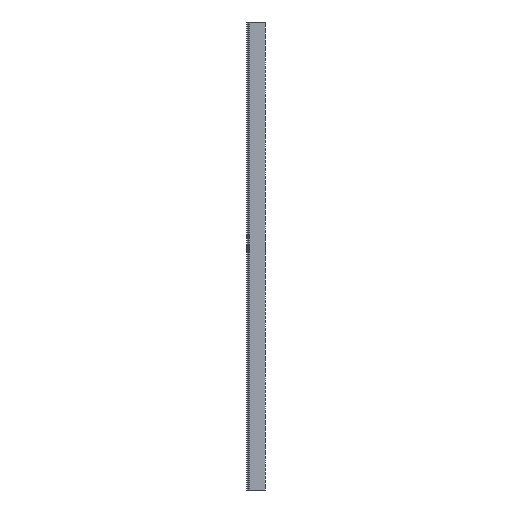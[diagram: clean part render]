
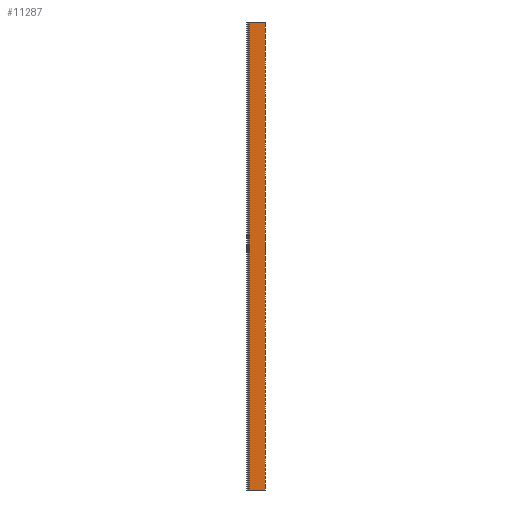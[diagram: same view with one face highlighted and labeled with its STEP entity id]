
A CAD part, left-side view. The second image highlights one B-rep face of the part: STEP entity #11287.
In plain terms, the highlighted planar face has unit normal (-1, 0, 0).
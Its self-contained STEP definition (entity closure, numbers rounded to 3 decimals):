
#485 = EDGE_LOOP ( 'NONE', ( #4390, #3825, #12392, #12550 ) ) ;
#862 = VERTEX_POINT ( 'NONE', #8130 ) ;
#875 = FACE_OUTER_BOUND ( 'NONE', #485, .T. ) ;
#941 = EDGE_CURVE ( 'NONE', #862, #8964, #3707, .T. ) ;
#1935 = VECTOR ( 'NONE', #2556, 1000. ) ;
#2433 = CARTESIAN_POINT ( 'NONE',  ( -30., 68.433, 0. ) ) ;
#2439 = CARTESIAN_POINT ( 'NONE',  ( -30., 0., 2000. ) ) ;
#2556 = DIRECTION ( 'NONE',  ( 0., 0., -1. ) ) ;
#2620 = CARTESIAN_POINT ( 'NONE',  ( -30., 68.433, 2000. ) ) ;
#3707 = LINE ( 'NONE', #2620, #1935 ) ;
#3825 = ORIENTED_EDGE ( 'NONE', *, *, #5014, .F. ) ;
#4390 = ORIENTED_EDGE ( 'NONE', *, *, #6556, .T. ) ;
#4768 = DIRECTION ( 'NONE',  ( 1., 0., 0. ) ) ;
#5014 = EDGE_CURVE ( 'NONE', #6718, #5641, #8063, .T. ) ;
#5055 = VECTOR ( 'NONE', #5228, 1000. ) ;
#5228 = DIRECTION ( 'NONE',  ( 0., -1., 0. ) ) ;
#5291 = LINE ( 'NONE', #8047, #5055 ) ;
#5385 = EDGE_CURVE ( 'NONE', #862, #6718, #5291, .T. ) ;
#5641 = VERTEX_POINT ( 'NONE', #8986 ) ;
#5726 = PLANE ( 'NONE',  #8440 ) ;
#6556 = EDGE_CURVE ( 'NONE', #8964, #5641, #6991, .T. ) ;
#6718 = VERTEX_POINT ( 'NONE', #2439 ) ;
#6991 = LINE ( 'NONE', #8070, #10598 ) ;
#8047 = CARTESIAN_POINT ( 'NONE',  ( -30., 67.5, 2000. ) ) ;
#8063 = LINE ( 'NONE', #9030, #8735 ) ;
#8070 = CARTESIAN_POINT ( 'NONE',  ( -30., 67.5, 0. ) ) ;
#8130 = CARTESIAN_POINT ( 'NONE',  ( -30., 68.433, 2000. ) ) ;
#8271 = DIRECTION ( 'NONE',  ( 0., 1., 0. ) ) ;
#8440 = AXIS2_PLACEMENT_3D ( 'NONE', #9643, #4768, #8271 ) ;
#8735 = VECTOR ( 'NONE', #11962, 1000. ) ;
#8964 = VERTEX_POINT ( 'NONE', #2433 ) ;
#8986 = CARTESIAN_POINT ( 'NONE',  ( -30., 0., 0. ) ) ;
#9030 = CARTESIAN_POINT ( 'NONE',  ( -30., 0., 2000. ) ) ;
#9643 = CARTESIAN_POINT ( 'NONE',  ( -30., 67.5, 2000. ) ) ;
#10598 = VECTOR ( 'NONE', #12092, 1000. ) ;
#11287 = ADVANCED_FACE ( 'NONE', ( #875 ), #5726, .F. ) ;
#11962 = DIRECTION ( 'NONE',  ( 0., 0., -1. ) ) ;
#12092 = DIRECTION ( 'NONE',  ( 0., -1., 0. ) ) ;
#12392 = ORIENTED_EDGE ( 'NONE', *, *, #5385, .F. ) ;
#12550 = ORIENTED_EDGE ( 'NONE', *, *, #941, .T. ) ;
